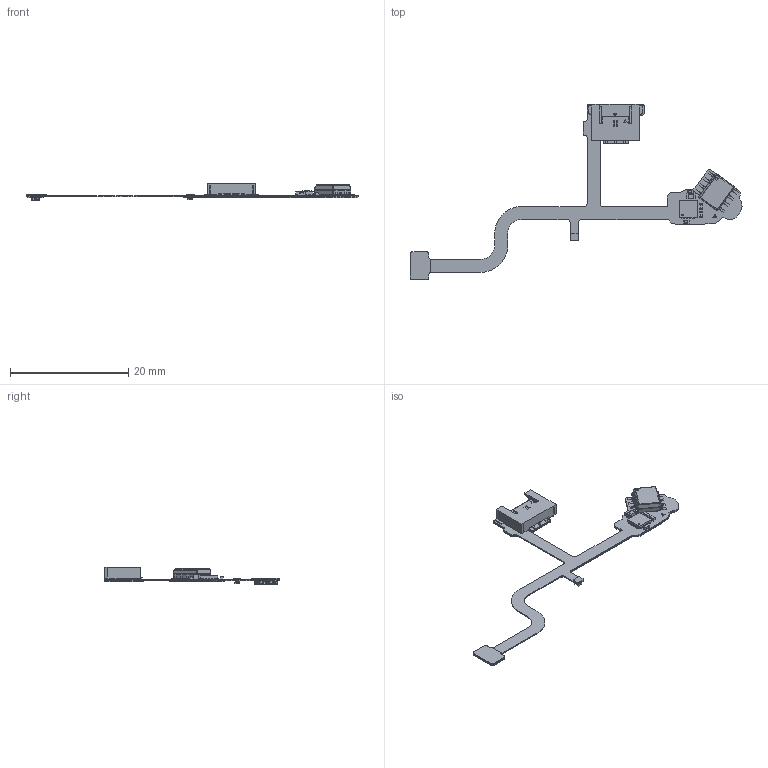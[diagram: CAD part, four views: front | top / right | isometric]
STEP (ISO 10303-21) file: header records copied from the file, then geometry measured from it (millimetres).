
FILE_DESCRIPTION (( 'STEP AP214' ), '1' );
FILE_NAME ('adapter-encoder-pcb-outline.STEP', '2024-02-12T21:48:08', ( '' ), ( '' ), 'SwSTEP 2.0', 'SolidWorks 2022', '' );
FILE_SCHEMA (( 'AUTOMOTIVE_DESIGN' ));
Length unit declared in the file: millimetre
Products named in the file (21): SOLID-0^C_0603_1608Metric_adapter-encoder-pcb-outline(2)_adapter-encoder-pcb-outline; C_0603_1608Metric^adapter-encoder-pcb-outline(2)_adapter-encoder-pcb-outline; SOLID-3^WLP-4_0.83x0.83mm_P0.4mm_adapter-encoder-pcb-outline(2)_adapter-encoder-pcb-outline; COMPOUND^SOIC127P600X175-8L_adapter-encoder-pcb-outline(2)_adapter-encoder-pcb-outline; 5040500391^adapter-encoder-pcb-outline(2)_adapter-encoder-pcb-outline; adapter-encoder-pcb-outline; SOLID-4^c-2386587-1-1-3d_adapter-encoder-pcb-outline(2)_adapter-encoder-pcb-outline; Stiffener-2; _autosave-adapter-encoder-pcb PCB^adapter-encoder-pcb-outline(2)_adapter-encoder-pcb-outline; c-2386587-1-1-3d^adapter-encoder-pcb-outline(2)_adapter-encoder-pcb-outline; adapter-encoder-pcb-outline(2)^adapter-encoder-pcb-outline; SOIC127P600X175-8L^adapter-encoder-pcb-outline(2)_adapter-encoder-pcb-outline; WLP-4_0.83x0.83mm_P0.4mm^adapter-encoder-pcb-outline(2)_adapter-encoder-pcb-outline; Stiffener-4; C_0402_1005Metric^adapter-encoder-pcb-outline(2)_adapter-encoder-pcb-outline; ST_UFQFPN-20_3x3mm_P0.5mm^adapter-encoder-pcb-outline(2)_adapter-encoder-pcb-outline; SOLID-1^ST_UFQFPN-20_3x3mm_P0.5mm_adapter-encoder-pcb-outline(2)_adapter-encoder-pcb-outline; COMPOUND-2^5040500391_adapter-encoder-pcb-outline(2)_adapter-encoder-pcb-outline; SOLID^C_0402_1005Metric_adapter-encoder-pcb-outline(2)_adapter-encoder-pcb-outline; Stiffener-1; Stiffener-3
Assembly tree (23 placements, depth 4):
  adapter-encoder-pcb-outline
    adapter-encoder-pcb-outline(2)^adapter-encoder-pcb-outline
      C_0402_1005Metric^adapter-encoder-pcb-outline(2)_adapter-encoder-pcb-outline  x4
        SOLID^C_0402_1005Metric_adapter-encoder-pcb-outline(2)_adapter-encoder-pcb-outline
      C_0603_1608Metric^adapter-encoder-pcb-outline(2)_adapter-encoder-pcb-outline
        SOLID-0^C_0603_1608Metric_adapter-encoder-pcb-outline(2)_adapter-encoder-pcb-outline
      ST_UFQFPN-20_3x3mm_P0.5mm^adapter-encoder-pcb-outline(2)_adapter-encoder-pcb-outline
        SOLID-1^ST_UFQFPN-20_3x3mm_P0.5mm_adapter-encoder-pcb-outline(2)_adapter-encoder-pcb-outline
      SOIC127P600X175-8L^adapter-encoder-pcb-outline(2)_adapter-encoder-pcb-outline
        COMPOUND^SOIC127P600X175-8L_adapter-encoder-pcb-outline(2)_adapter-encoder-pcb-outline
      5040500391^adapter-encoder-pcb-outline(2)_adapter-encoder-pcb-outline
        COMPOUND-2^5040500391_adapter-encoder-pcb-outline(2)_adapter-encoder-pcb-outline
      WLP-4_0.83x0.83mm_P0.4mm^adapter-encoder-pcb-outline(2)_adapter-encoder-pcb-outline
        SOLID-3^WLP-4_0.83x0.83mm_P0.4mm_adapter-encoder-pcb-outline(2)_adapter-encoder-pcb-outline
      c-2386587-1-1-3d^adapter-encoder-pcb-outline(2)_adapter-encoder-pcb-outline
        SOLID-4^c-2386587-1-1-3d_adapter-encoder-pcb-outline(2)_adapter-encoder-pcb-outline
      _autosave-adapter-encoder-pcb PCB^adapter-encoder-pcb-outline(2)_adapter-encoder-pcb-outline
    Stiffener-1
    Stiffener-2
    Stiffener-3
    Stiffener-4
Bounding box: 56.19 x 29.79 x 2.91 mm (x, y, z)
Volume: 147.7 mm3; surface area: 1427.2 mm2
Topology: 14 solids, 24 shells, 1707 faces, 4652 edges, 2988 vertices
Faces by surface type: plane 1401, cylinder 256, sphere 28, bspline 16, torus 4, cone 2
Entity records: 52491 total; most frequent: CARTESIAN_POINT 10284, ORIENTED_EDGE 8810, DIRECTION 8036, EDGE_CURVE 4406, LINE 3856, VECTOR 3856, VERTEX_POINT 2832, AXIS2_PLACEMENT_3D 2090
